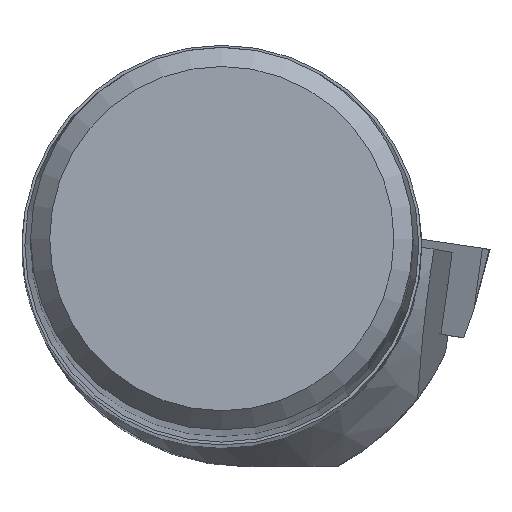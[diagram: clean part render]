
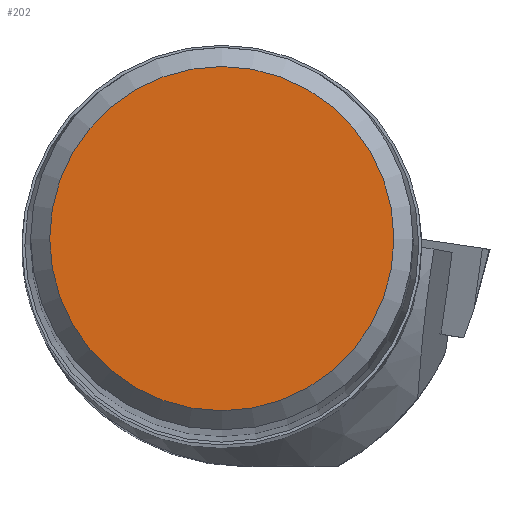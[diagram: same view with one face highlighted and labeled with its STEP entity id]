
A CAD part, top view. The second image highlights one B-rep face of the part: STEP entity #202.
In plain terms, the highlighted planar face has unit normal (0, 0, 1).
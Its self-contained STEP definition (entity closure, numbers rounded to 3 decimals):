
#148=CIRCLE('',#862,4.5);
#202=ADVANCED_FACE('',(#267),#239,.T.);
#239=PLANE('',#863);
#267=FACE_OUTER_BOUND('',#301,.T.);
#301=EDGE_LOOP('',(#530));
#530=ORIENTED_EDGE('',*,*,#710,.F.);
#632=VERTEX_POINT('',#1264);
#710=EDGE_CURVE('',#632,#632,#148,.T.);
#862=AXIS2_PLACEMENT_3D('',#1263,#1025,#1026);
#863=AXIS2_PLACEMENT_3D('',#1265,#1027,#1028);
#1025=DIRECTION('',(0.,0.,-1.));
#1026=DIRECTION('',(0.,-1.,0.));
#1027=DIRECTION('',(0.,0.,1.));
#1028=DIRECTION('',(0.,1.,0.));
#1263=CARTESIAN_POINT('',(0.,0.,0.));
#1264=CARTESIAN_POINT('',(0.,-4.5,0.));
#1265=CARTESIAN_POINT('',(-4.5,0.,0.));
